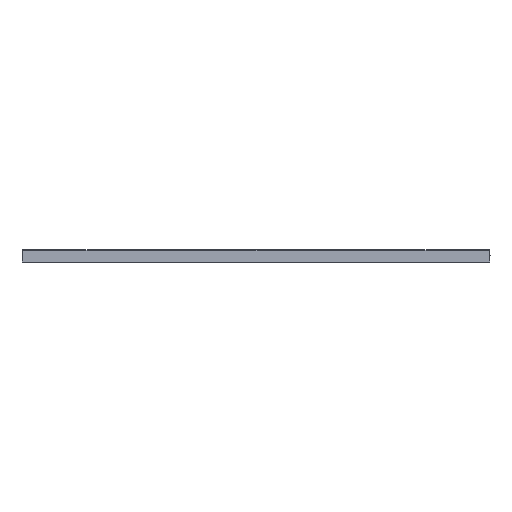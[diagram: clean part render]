
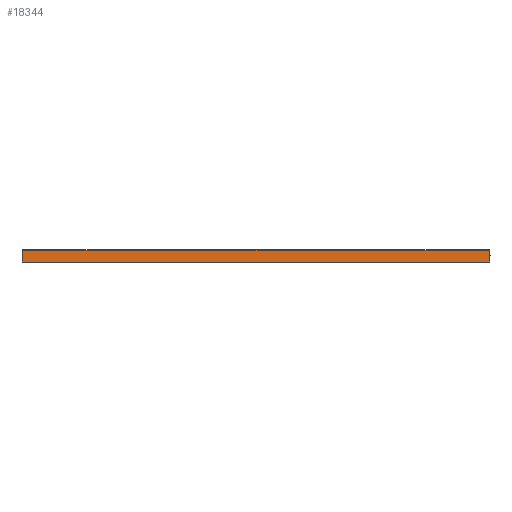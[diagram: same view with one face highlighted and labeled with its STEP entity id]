
A CAD part, top view. The second image highlights one B-rep face of the part: STEP entity #18344.
In plain terms, the highlighted planar face has unit normal (0, 0.035, 0.999).
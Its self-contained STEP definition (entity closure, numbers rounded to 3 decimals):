
#1=CARTESIAN_POINT('',(-750.,-1.967,436.172));
#2=CARTESIAN_POINT('',(-747.704,-1.969,436.172));
#3=CARTESIAN_POINT('',(-721.145,-1.988,436.173));
#4=CARTESIAN_POINT('',(-667.811,-2.023,436.174));
#5=CARTESIAN_POINT('',(-616.774,-2.039,436.174));
#6=CARTESIAN_POINT('',(-590.,-2.039,436.174));
#8=CARTESIAN_POINT('',(100.087,-1.955,436.171));
#9=CARTESIAN_POINT('',(108.317,-1.956,436.171));
#10=CARTESIAN_POINT('',(124.926,-1.959,436.172));
#11=CARTESIAN_POINT('',(150.434,-1.964,436.172));
#12=CARTESIAN_POINT('',(176.105,-1.969,436.172));
#13=CARTESIAN_POINT('',(203.756,-1.975,436.172));
#14=CARTESIAN_POINT('',(232.384,-1.981,436.172));
#15=CARTESIAN_POINT('',(262.14,-1.988,436.173));
#16=CARTESIAN_POINT('',(294.092,-1.995,436.173));
#17=CARTESIAN_POINT('',(325.152,-2.002,436.173));
#18=CARTESIAN_POINT('',(353.112,-2.008,436.173));
#19=CARTESIAN_POINT('',(377.698,-2.013,436.173));
#20=CARTESIAN_POINT('',(400.532,-2.018,436.174));
#21=CARTESIAN_POINT('',(422.34,-2.022,436.174));
#22=CARTESIAN_POINT('',(443.637,-2.025,436.174));
#23=CARTESIAN_POINT('',(464.005,-2.029,436.174));
#24=CARTESIAN_POINT('',(482.902,-2.031,436.174));
#25=CARTESIAN_POINT('',(501.623,-2.033,436.174));
#26=CARTESIAN_POINT('',(518.395,-2.035,436.174));
#27=CARTESIAN_POINT('',(535.866,-2.037,436.174));
#28=CARTESIAN_POINT('',(552.97,-2.038,436.174));
#29=CARTESIAN_POINT('',(570.528,-2.038,436.174));
#30=CARTESIAN_POINT('',(583.367,-2.039,436.174));
#31=CARTESIAN_POINT('',(590.,-2.039,436.174));
#33=CARTESIAN_POINT('',(590.,-2.039,436.174));
#34=CARTESIAN_POINT('',(612.116,-2.039,436.174));
#35=CARTESIAN_POINT('',(655.961,-2.028,436.174));
#36=CARTESIAN_POINT('',(709.294,-1.996,436.173));
#37=CARTESIAN_POINT('',(740.512,-1.974,436.172));
#38=CARTESIAN_POINT('',(750.,-1.967,436.172));
#40=DIRECTION('',(0.,-0.999,0.035));
#41=VECTOR('',#40,38.056);
#42=CARTESIAN_POINT('',(-750.,-1.967,436.172));
#43=LINE('',#42,#41);
#120=DIRECTION('',(1.,0.,0.));
#121=VECTOR('',#120,1500.);
#122=CARTESIAN_POINT('',(-750.,-40.,437.5));
#123=LINE('',#122,#121);
#128=DIRECTION('',(0.,0.999,-0.035));
#129=VECTOR('',#128,38.056);
#130=CARTESIAN_POINT('',(750.,-40.,437.5));
#131=LINE('',#130,#129);
#247=DIRECTION('',(-1.,0.,0.));
#248=VECTOR('',#247,100.087);
#249=CARTESIAN_POINT('',(100.087,-1.955,436.171));
#250=LINE('',#249,#248);
#256=DIRECTION('',(-1.,0.,0.));
#257=VECTOR('',#256,100.087);
#258=CARTESIAN_POINT('',(0.,-1.955,
436.171));
#259=LINE('',#258,#257);
#290=CARTESIAN_POINT('',(-100.087,-1.955,436.171));
#291=CARTESIAN_POINT('',(-155.134,-1.964,436.172));
#292=CARTESIAN_POINT('',(-264.821,-1.983,436.172));
#293=CARTESIAN_POINT('',(-428.125,-2.011,436.173));
#294=CARTESIAN_POINT('',(-536.178,-2.03,436.174));
#295=CARTESIAN_POINT('',(-590.,-2.039,436.174));
#16724=CARTESIAN_POINT('',(-750.,-1.967,436.172));
#16725=CARTESIAN_POINT('',(-750.,-40.,437.5));
#16726=VERTEX_POINT('',#16724);
#16727=VERTEX_POINT('',#16725);
#16728=VERTEX_POINT('',#6);
#16729=VERTEX_POINT('',#290);
#16730=CARTESIAN_POINT('',(0.,-1.955,
436.171));
#16731=VERTEX_POINT('',#16730);
#16732=CARTESIAN_POINT('',(100.087,-1.955,
436.171));
#16733=VERTEX_POINT('',#16732);
#16734=VERTEX_POINT('',#31);
#16735=VERTEX_POINT('',#38);
#16736=CARTESIAN_POINT('',(750.,-40.,437.5));
#16737=VERTEX_POINT('',#16736);
#18319=CARTESIAN_POINT('',(0.,-20.977,
436.836));
#18320=DIRECTION('',(0.,0.035,0.999));
#18321=DIRECTION('',(0.,0.999,-0.035));
#18322=AXIS2_PLACEMENT_3D('',#18319,#18320,#18321);
#18323=PLANE('',#18322);
#18325=ORIENTED_EDGE('',*,*,#18324,.F.);
#18327=ORIENTED_EDGE('',*,*,#18326,.T.);
#18329=ORIENTED_EDGE('',*,*,#18328,.F.);
#18331=ORIENTED_EDGE('',*,*,#18330,.F.);
#18333=ORIENTED_EDGE('',*,*,#18332,.F.);
#18335=ORIENTED_EDGE('',*,*,#18334,.T.);
#18337=ORIENTED_EDGE('',*,*,#18336,.T.);
#18339=ORIENTED_EDGE('',*,*,#18338,.F.);
#18341=ORIENTED_EDGE('',*,*,#18340,.F.);
#18342=EDGE_LOOP('',(#18325,#18327,#18329,#18331,#18333,#18335,#18337,#18339,
#18341));
#18343=FACE_OUTER_BOUND('',#18342,.F.);
#18344=ADVANCED_FACE('',(#18343),#18323,.T.);
#7=B_SPLINE_CURVE_WITH_KNOTS('',3,(#1,#2,#3,#4,#5,#6),.UNSPECIFIED.,.F.,.F.,(4,
1,1,4),(0.,0.043,0.498,1.),.UNSPECIFIED.);
#32=B_SPLINE_CURVE_WITH_KNOTS('',3,(#8,#9,#10,#11,#12,#13,#14,#15,#16,#17,#18,
#19,#20,#21,#22,#23,#24,#25,#26,#27,#28,#29,#30,#31),.UNSPECIFIED.,.F.,.F.,(4,1,
1,1,1,1,1,1,1,1,1,1,1,1,1,1,1,1,1,1,1,4),(0.,0.048,
0.095,0.143,0.19,0.238,
0.286,0.333,0.381,0.429,
0.476,0.524,0.571,0.619,
0.667,0.714,0.762,0.81,
0.857,0.905,0.952,1.),.UNSPECIFIED.);
#39=B_SPLINE_CURVE_WITH_KNOTS('',3,(#33,#34,#35,#36,#37,#38),.UNSPECIFIED.,.F.,
.F.,(4,1,1,4),(0.,0.415,0.822,1.),.UNSPECIFIED.);
#296=B_SPLINE_CURVE_WITH_KNOTS('',3,(#290,#291,#292,#293,#294,#295),
.UNSPECIFIED.,.F.,.F.,(4,1,1,4),(0.,0.333,0.667,1.),
.UNSPECIFIED.);
#18324=EDGE_CURVE('',#16726,#16727,#43,.T.);
#18326=EDGE_CURVE('',#16726,#16728,#7,.T.);
#18328=EDGE_CURVE('',#16729,#16728,#296,.T.);
#18330=EDGE_CURVE('',#16731,#16729,#259,.T.);
#18332=EDGE_CURVE('',#16733,#16731,#250,.T.);
#18334=EDGE_CURVE('',#16733,#16734,#32,.T.);
#18336=EDGE_CURVE('',#16734,#16735,#39,.T.);
#18338=EDGE_CURVE('',#16737,#16735,#131,.T.);
#18340=EDGE_CURVE('',#16727,#16737,#123,.T.);
